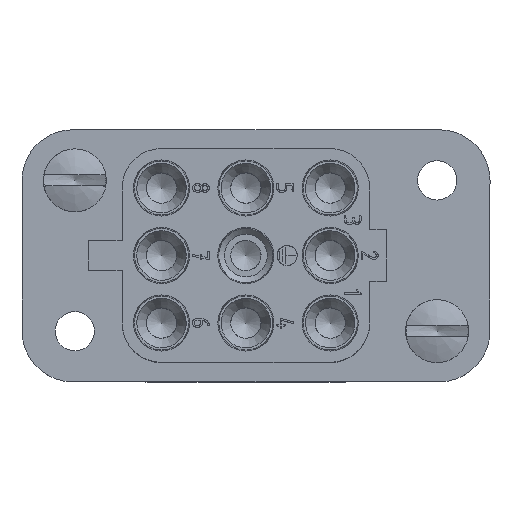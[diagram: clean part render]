
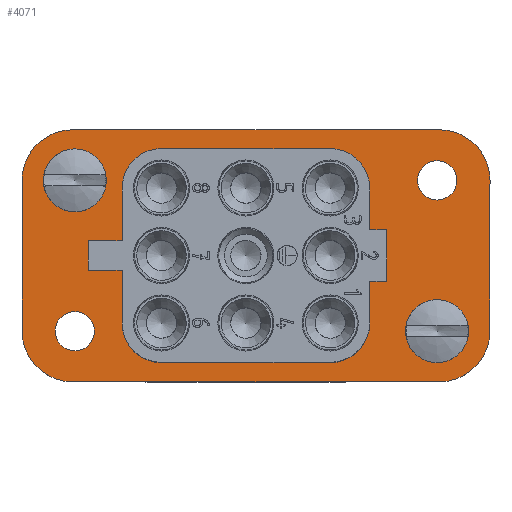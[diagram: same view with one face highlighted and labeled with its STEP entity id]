
A CAD part, top view. The second image highlights one B-rep face of the part: STEP entity #4071.
In plain terms, the highlighted planar face has unit normal (0, 0, 1).
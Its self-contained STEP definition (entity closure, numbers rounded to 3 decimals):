
#4071=ADVANCED_FACE('',(#5648,#5649,#5650,#5651,#5652,#5653),#4777,.T.);
#4777=PLANE('',#17418);
#5307=CIRCLE('',#17217,3.5);
#5308=CIRCLE('',#17220,3.5);
#5309=CIRCLE('',#17225,3.5);
#5310=CIRCLE('',#17232,3.5);
#5311=CIRCLE('',#17235,1.75);
#5326=CIRCLE('',#17273,4.5);
#5338=CIRCLE('',#17306,1.75);
#5340=CIRCLE('',#17311,4.5);
#5341=CIRCLE('',#17314,4.5);
#5391=CIRCLE('',#17414,4.5);
#5392=CIRCLE('',#17416,2.8);
#5393=CIRCLE('',#17417,2.8);
#5648=FACE_BOUND('',#6271,.T.);
#5649=FACE_BOUND('',#6272,.T.);
#5650=FACE_BOUND('',#6273,.T.);
#5651=FACE_BOUND('',#6274,.T.);
#5652=FACE_BOUND('',#6275,.T.);
#5653=FACE_BOUND('',#6276,.T.);
#6271=EDGE_LOOP('',(#8595));
#6272=EDGE_LOOP('',(#8596));
#6273=EDGE_LOOP('',(#8597,#8598,#8599,#8600,#8601,#8602,#8603,#8604,#8605,
#8606,#8607,#8608,#8609,#8610,#8611,#8612));
#6274=EDGE_LOOP('',(#8613));
#6275=EDGE_LOOP('',(#8614));
#6276=EDGE_LOOP('',(#8615,#8616,#8617,#8618,#8619,#8620,#8621,#8622));
#8595=ORIENTED_EDGE('',*,*,#12990,.F.);
#8596=ORIENTED_EDGE('',*,*,#12991,.F.);
#8597=ORIENTED_EDGE('',*,*,#12756,.F.);
#8598=ORIENTED_EDGE('',*,*,#12741,.F.);
#8599=ORIENTED_EDGE('',*,*,#12744,.F.);
#8600=ORIENTED_EDGE('',*,*,#12746,.F.);
#8601=ORIENTED_EDGE('',*,*,#12737,.F.);
#8602=ORIENTED_EDGE('',*,*,#12740,.F.);
#8603=ORIENTED_EDGE('',*,*,#12726,.F.);
#8604=ORIENTED_EDGE('',*,*,#12729,.F.);
#8605=ORIENTED_EDGE('',*,*,#12731,.F.);
#8606=ORIENTED_EDGE('',*,*,#12733,.F.);
#8607=ORIENTED_EDGE('',*,*,#12735,.F.);
#8608=ORIENTED_EDGE('',*,*,#12992,.F.);
#8609=ORIENTED_EDGE('',*,*,#12747,.F.);
#8610=ORIENTED_EDGE('',*,*,#12750,.F.);
#8611=ORIENTED_EDGE('',*,*,#12752,.F.);
#8612=ORIENTED_EDGE('',*,*,#12754,.F.);
#8613=ORIENTED_EDGE('',*,*,#12843,.T.);
#8614=ORIENTED_EDGE('',*,*,#12757,.T.);
#8615=ORIENTED_EDGE('',*,*,#12989,.F.);
#8616=ORIENTED_EDGE('',*,*,#11857,.F.);
#8617=ORIENTED_EDGE('',*,*,#12846,.F.);
#8618=ORIENTED_EDGE('',*,*,#12848,.F.);
#8619=ORIENTED_EDGE('',*,*,#12850,.F.);
#8620=ORIENTED_EDGE('',*,*,#12912,.F.);
#8621=ORIENTED_EDGE('',*,*,#12813,.F.);
#8622=ORIENTED_EDGE('',*,*,#12811,.F.);
#10586=VERTEX_POINT('',#21632);
#10587=VERTEX_POINT('',#21634);
#11285=VERTEX_POINT('',#23960);
#11286=VERTEX_POINT('',#23961);
#11287=VERTEX_POINT('',#23966);
#11288=VERTEX_POINT('',#23970);
#11289=VERTEX_POINT('',#23974);
#11290=VERTEX_POINT('',#23978);
#11291=VERTEX_POINT('',#23982);
#11292=VERTEX_POINT('',#23983);
#11293=VERTEX_POINT('',#23990);
#11294=VERTEX_POINT('',#23991);
#11295=VERTEX_POINT('',#23996);
#11296=VERTEX_POINT('',#24002);
#11297=VERTEX_POINT('',#24003);
#11298=VERTEX_POINT('',#24008);
#11299=VERTEX_POINT('',#24012);
#11300=VERTEX_POINT('',#24016);
#11301=VERTEX_POINT('',#24022);
#11332=VERTEX_POINT('',#24128);
#11333=VERTEX_POINT('',#24130);
#11334=VERTEX_POINT('',#24134);
#11354=VERTEX_POINT('',#24205);
#11356=VERTEX_POINT('',#24212);
#11357=VERTEX_POINT('',#24216);
#11358=VERTEX_POINT('',#24220);
#11424=VERTEX_POINT('',#24478);
#11425=VERTEX_POINT('',#24480);
#11857=EDGE_CURVE('',#10586,#10587,#13691,.T.);
#12726=EDGE_CURVE('',#11285,#11286,#14456,.T.);
#12729=EDGE_CURVE('',#11287,#11285,#5307,.T.);
#12731=EDGE_CURVE('',#11288,#11287,#14460,.T.);
#12733=EDGE_CURVE('',#11289,#11288,#5308,.T.);
#12735=EDGE_CURVE('',#11290,#11289,#14463,.T.);
#12737=EDGE_CURVE('',#11291,#11292,#14465,.T.);
#12740=EDGE_CURVE('',#11286,#11291,#14468,.T.);
#12741=EDGE_CURVE('',#11293,#11294,#5309,.T.);
#12744=EDGE_CURVE('',#11295,#11293,#14471,.T.);
#12746=EDGE_CURVE('',#11292,#11295,#14473,.T.);
#12747=EDGE_CURVE('',#11296,#11297,#14474,.T.);
#12750=EDGE_CURVE('',#11298,#11296,#14477,.T.);
#12752=EDGE_CURVE('',#11299,#11298,#14479,.T.);
#12754=EDGE_CURVE('',#11300,#11299,#5310,.T.);
#12756=EDGE_CURVE('',#11294,#11300,#14482,.T.);
#12757=EDGE_CURVE('',#11301,#11301,#5311,.T.);
#12811=EDGE_CURVE('',#11332,#11333,#14522,.T.);
#12813=EDGE_CURVE('',#11333,#11334,#5326,.T.);
#12843=EDGE_CURVE('',#11354,#11354,#5338,.T.);
#12846=EDGE_CURVE('',#11356,#10586,#5340,.T.);
#12848=EDGE_CURVE('',#11357,#11356,#14544,.T.);
#12850=EDGE_CURVE('',#11358,#11357,#5341,.T.);
#12912=EDGE_CURVE('',#11334,#11358,#14597,.T.);
#12989=EDGE_CURVE('',#10587,#11332,#5391,.T.);
#12990=EDGE_CURVE('',#11424,#11424,#5392,.T.);
#12991=EDGE_CURVE('',#11425,#11425,#5393,.T.);
#12992=EDGE_CURVE('',#11297,#11290,#14635,.T.);
#13691=LINE('',#21633,#15093);
#14456=LINE('',#23959,#15858);
#14460=LINE('',#23969,#15862);
#14463=LINE('',#23977,#15865);
#14465=LINE('',#23981,#15867);
#14468=LINE('',#23987,#15870);
#14471=LINE('',#23995,#15873);
#14473=LINE('',#23999,#15875);
#14474=LINE('',#24001,#15876);
#14477=LINE('',#24007,#15879);
#14479=LINE('',#24011,#15881);
#14482=LINE('',#24019,#15884);
#14522=LINE('',#24129,#15924);
#14544=LINE('',#24217,#15946);
#14597=LINE('',#24351,#15999);
#14635=LINE('',#24481,#16037);
#15093=VECTOR('',#18040,1.);
#15858=VECTOR('',#19339,1.);
#15862=VECTOR('',#19349,1.);
#15865=VECTOR('',#19358,1.);
#15867=VECTOR('',#19362,1.);
#15870=VECTOR('',#19367,1.);
#15873=VECTOR('',#19376,1.);
#15875=VECTOR('',#19380,1.);
#15876=VECTOR('',#19383,1.);
#15879=VECTOR('',#19388,1.);
#15881=VECTOR('',#19392,1.);
#15884=VECTOR('',#19401,1.);
#15924=VECTOR('',#19517,1.);
#15946=VECTOR('',#19621,1.);
#15999=VECTOR('',#19774,1.);
#16037=VECTOR('',#19922,1.);
#17217=AXIS2_PLACEMENT_3D('',#23965,#19344,#19345);
#17220=AXIS2_PLACEMENT_3D('',#23973,#19353,#19354);
#17225=AXIS2_PLACEMENT_3D('',#23989,#19370,#19371);
#17232=AXIS2_PLACEMENT_3D('',#24015,#19396,#19397);
#17235=AXIS2_PLACEMENT_3D('',#24021,#19404,#19405);
#17273=AXIS2_PLACEMENT_3D('',#24133,#19521,#19522);
#17306=AXIS2_PLACEMENT_3D('',#24204,#19605,#19606);
#17311=AXIS2_PLACEMENT_3D('',#24213,#19616,#19617);
#17314=AXIS2_PLACEMENT_3D('',#24221,#19625,#19626);
#17414=AXIS2_PLACEMENT_3D('',#24475,#19914,#19915);
#17416=AXIS2_PLACEMENT_3D('',#24477,#19918,#19919);
#17417=AXIS2_PLACEMENT_3D('',#24479,#19920,#19921);
#17418=AXIS2_PLACEMENT_3D('',#24482,#19923,#19924);
#18040=DIRECTION('',(-1.,0.,0.));
#19339=DIRECTION('',(0.,-1.,0.));
#19344=DIRECTION('',(0.,0.,1.));
#19345=DIRECTION('',(0.,1.,0.));
#19349=DIRECTION('',(-1.,0.,0.));
#19353=DIRECTION('',(0.,0.,1.));
#19354=DIRECTION('',(1.,0.,0.));
#19358=DIRECTION('',(0.,1.,0.));
#19362=DIRECTION('',(0.,-1.,0.));
#19367=DIRECTION('',(-1.,0.,0.));
#19370=DIRECTION('',(0.,0.,1.));
#19371=DIRECTION('',(-1.,0.,0.));
#19376=DIRECTION('',(0.,-1.,0.));
#19380=DIRECTION('',(1.,0.,0.));
#19383=DIRECTION('',(0.,1.,0.));
#19388=DIRECTION('',(1.,0.,0.));
#19392=DIRECTION('',(0.,1.,0.));
#19396=DIRECTION('',(0.,0.,1.));
#19397=DIRECTION('',(0.,-1.,0.));
#19401=DIRECTION('',(1.,0.,0.));
#19404=DIRECTION('',(0.,0.,-1.));
#19405=DIRECTION('',(-0.866,-0.5,0.));
#19517=DIRECTION('',(0.,1.,0.));
#19521=DIRECTION('',(0.,0.,-1.));
#19522=DIRECTION('',(-1.,0.,0.));
#19605=DIRECTION('',(0.,0.,-1.));
#19606=DIRECTION('',(1.,0.,0.));
#19616=DIRECTION('',(0.,0.,-1.));
#19617=DIRECTION('',(1.,0.,0.));
#19621=DIRECTION('',(0.,-1.,0.));
#19625=DIRECTION('',(0.,0.,-1.));
#19626=DIRECTION('',(0.,1.,0.));
#19774=DIRECTION('',(1.,0.,0.));
#19914=DIRECTION('',(0.,0.,-1.));
#19915=DIRECTION('',(0.,-1.,0.));
#19918=DIRECTION('',(0.,0.,1.));
#19919=DIRECTION('',(0.,-1.,0.));
#19920=DIRECTION('',(0.,0.,1.));
#19921=DIRECTION('',(0.,-1.,0.));
#19922=DIRECTION('',(-1.,0.,0.));
#19923=DIRECTION('',(0.,0.,1.));
#19924=DIRECTION('',(0.,1.,0.));
#21632=CARTESIAN_POINT('',(16.3,-11.2,2.2));
#21633=CARTESIAN_POINT('',(16.3,-11.2,2.2));
#21634=CARTESIAN_POINT('',(-16.3,-11.2,2.2));
#23959=CARTESIAN_POINT('',(-11.9,6.,2.2));
#23960=CARTESIAN_POINT('',(-11.9,6.,2.2));
#23961=CARTESIAN_POINT('',(-11.9,1.3,2.2));
#23965=CARTESIAN_POINT('',(-8.4,6.,2.2));
#23966=CARTESIAN_POINT('',(-8.4,9.5,2.2));
#23969=CARTESIAN_POINT('',(6.6,9.5,2.2));
#23970=CARTESIAN_POINT('',(6.6,9.5,2.2));
#23973=CARTESIAN_POINT('',(6.6,6.,2.2));
#23974=CARTESIAN_POINT('',(10.1,6.,2.2));
#23977=CARTESIAN_POINT('',(10.1,2.3,2.2));
#23978=CARTESIAN_POINT('',(10.1,2.3,2.2));
#23981=CARTESIAN_POINT('',(-14.9,1.3,2.2));
#23982=CARTESIAN_POINT('',(-14.9,1.3,2.2));
#23983=CARTESIAN_POINT('',(-14.9,-1.3,2.2));
#23987=CARTESIAN_POINT('',(-11.9,1.3,2.2));
#23989=CARTESIAN_POINT('',(-8.4,-6.,2.2));
#23990=CARTESIAN_POINT('',(-11.9,-6.,2.2));
#23991=CARTESIAN_POINT('',(-8.4,-9.5,2.2));
#23995=CARTESIAN_POINT('',(-11.9,-1.3,2.2));
#23996=CARTESIAN_POINT('',(-11.9,-1.3,2.2));
#23999=CARTESIAN_POINT('',(-14.9,-1.3,2.2));
#24001=CARTESIAN_POINT('',(11.6,-2.3,2.2));
#24002=CARTESIAN_POINT('',(11.6,-2.3,2.2));
#24003=CARTESIAN_POINT('',(11.6,2.3,2.2));
#24007=CARTESIAN_POINT('',(10.1,-2.3,2.2));
#24008=CARTESIAN_POINT('',(10.1,-2.3,2.2));
#24011=CARTESIAN_POINT('',(10.1,-6.,2.2));
#24012=CARTESIAN_POINT('',(10.1,-6.,2.2));
#24015=CARTESIAN_POINT('',(6.6,-6.,2.2));
#24016=CARTESIAN_POINT('',(6.6,-9.5,2.2));
#24019=CARTESIAN_POINT('',(-8.4,-9.5,2.2));
#24021=CARTESIAN_POINT('',(-16.1,-6.7,2.2));
#24022=CARTESIAN_POINT('',(-17.616,-7.575,2.2));
#24128=CARTESIAN_POINT('',(-20.8,-6.7,2.2));
#24129=CARTESIAN_POINT('',(-20.8,-6.7,2.2));
#24130=CARTESIAN_POINT('',(-20.8,6.7,2.2));
#24133=CARTESIAN_POINT('',(-16.3,6.7,2.2));
#24134=CARTESIAN_POINT('',(-16.3,11.2,2.2));
#24204=CARTESIAN_POINT('',(16.1,6.7,2.2));
#24205=CARTESIAN_POINT('',(17.85,6.7,2.2));
#24212=CARTESIAN_POINT('',(20.8,-6.7,2.2));
#24213=CARTESIAN_POINT('',(16.3,-6.7,2.2));
#24216=CARTESIAN_POINT('',(20.8,6.7,2.2));
#24217=CARTESIAN_POINT('',(20.8,6.7,2.2));
#24220=CARTESIAN_POINT('',(16.3,11.2,2.2));
#24221=CARTESIAN_POINT('',(16.3,6.7,2.2));
#24351=CARTESIAN_POINT('',(-16.3,11.2,2.2));
#24475=CARTESIAN_POINT('',(-16.3,-6.7,2.2));
#24477=CARTESIAN_POINT('',(16.1,-6.7,2.2));
#24478=CARTESIAN_POINT('',(16.1,-9.5,2.2));
#24479=CARTESIAN_POINT('',(-16.1,6.7,2.2));
#24480=CARTESIAN_POINT('',(-16.1,3.9,2.2));
#24481=CARTESIAN_POINT('',(11.6,2.3,2.2));
#24482=CARTESIAN_POINT('',(22.88,-12.32,2.2));
